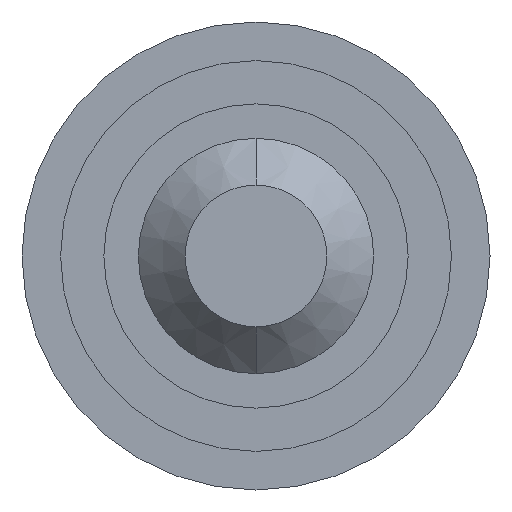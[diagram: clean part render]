
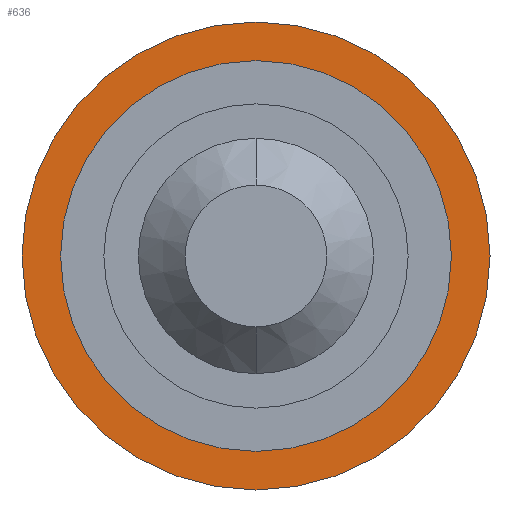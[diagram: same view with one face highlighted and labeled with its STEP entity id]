
A CAD part, front view. The second image highlights one B-rep face of the part: STEP entity #636.
In plain terms, the highlighted planar face has unit normal (0, -1, 0).
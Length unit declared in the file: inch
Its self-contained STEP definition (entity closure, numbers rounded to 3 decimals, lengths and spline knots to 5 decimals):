
#18 = CIRCLE ( 'NONE', #1146, 0.20973 ) ;
#76 = AXIS2_PLACEMENT_3D ( 'NONE', #633, #1104, #977 ) ;
#123 = AXIS2_PLACEMENT_3D ( 'NONE', #818, #1391, #930 ) ;
#143 = VERTEX_POINT ( 'NONE', #1024 ) ;
#181 = CARTESIAN_POINT ( 'NONE',  ( 0., -0.01575, 0. ) ) ;
#204 = CARTESIAN_POINT ( 'NONE',  ( 0., -0.01575, -0.3937 ) ) ;
#207 = CARTESIAN_POINT ( 'NONE',  ( 0., -0.01575, 0. ) ) ;
#337 = PLANE ( 'NONE',  #123 ) ;
#344 = DIRECTION ( 'NONE',  ( 0., 0., 1. ) ) ;
#397 = EDGE_CURVE ( 'NONE', #542, #143, #731, .T. ) ;
#542 = VERTEX_POINT ( 'NONE', #204 ) ;
#543 = EDGE_CURVE ( 'NONE', #1077, #656, #650, .T. ) ;
#551 = CIRCLE ( 'NONE', #76, 0.3937 ) ;
#566 = DIRECTION ( 'NONE',  ( 0., 0., 1. ) ) ;
#585 = FACE_BOUND ( 'NONE', #1011, .T. ) ;
#616 = ORIENTED_EDGE ( 'NONE', *, *, #543, .F. ) ;
#633 = CARTESIAN_POINT ( 'NONE',  ( 0., -0.01575, 0. ) ) ;
#636 = ADVANCED_FACE ( 'NONE', ( #585, #1058 ), #337, .T. ) ;
#650 = CIRCLE ( 'NONE', #1462, 0.20973 ) ;
#656 = VERTEX_POINT ( 'NONE', #1400 ) ;
#731 = CIRCLE ( 'NONE', #933, 0.3937 ) ;
#776 = ORIENTED_EDGE ( 'NONE', *, *, #397, .F. ) ;
#818 = CARTESIAN_POINT ( 'NONE',  ( 0., -0.01575, -0.11811 ) ) ;
#886 = EDGE_LOOP ( 'NONE', ( #1344, #776 ) ) ;
#930 = DIRECTION ( 'NONE',  ( -1., 0., 0. ) ) ;
#933 = AXIS2_PLACEMENT_3D ( 'NONE', #181, #1467, #1472 ) ;
#977 = DIRECTION ( 'NONE',  ( 1., 0., 0. ) ) ;
#1011 = EDGE_LOOP ( 'NONE', ( #616, #1269 ) ) ;
#1024 = CARTESIAN_POINT ( 'NONE',  ( 0., -0.01575, 0.3937 ) ) ;
#1034 = CARTESIAN_POINT ( 'NONE',  ( 0., -0.01575, 0.20973 ) ) ;
#1052 = DIRECTION ( 'NONE',  ( 0., -1., 0. ) ) ;
#1058 = FACE_OUTER_BOUND ( 'NONE', #886, .T. ) ;
#1077 = VERTEX_POINT ( 'NONE', #1034 ) ;
#1092 = EDGE_CURVE ( 'NONE', #656, #1077, #18, .T. ) ;
#1104 = DIRECTION ( 'NONE',  ( 0., 1., 0. ) ) ;
#1146 = AXIS2_PLACEMENT_3D ( 'NONE', #207, #1157, #566 ) ;
#1157 = DIRECTION ( 'NONE',  ( 0., -1., 0. ) ) ;
#1251 = EDGE_CURVE ( 'NONE', #143, #542, #551, .T. ) ;
#1269 = ORIENTED_EDGE ( 'NONE', *, *, #1092, .F. ) ;
#1344 = ORIENTED_EDGE ( 'NONE', *, *, #1251, .F. ) ;
#1391 = DIRECTION ( 'NONE',  ( 0., -1., 0. ) ) ;
#1400 = CARTESIAN_POINT ( 'NONE',  ( 0., -0.01575, -0.20973 ) ) ;
#1462 = AXIS2_PLACEMENT_3D ( 'NONE', #1522, #1052, #344 ) ;
#1467 = DIRECTION ( 'NONE',  ( 0., 1., 0. ) ) ;
#1472 = DIRECTION ( 'NONE',  ( 1., 0., 0. ) ) ;
#1522 = CARTESIAN_POINT ( 'NONE',  ( 0., -0.01575, 0. ) ) ;
